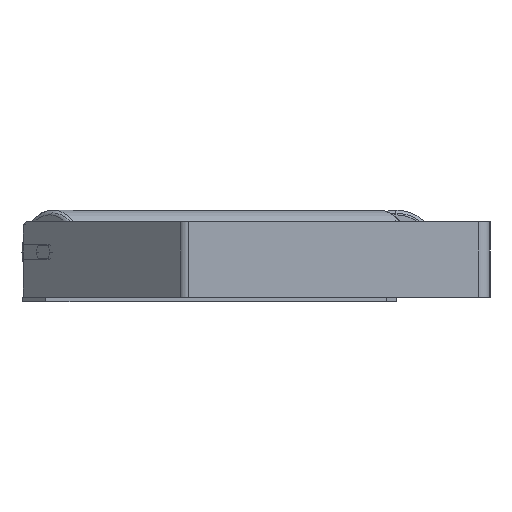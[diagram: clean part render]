
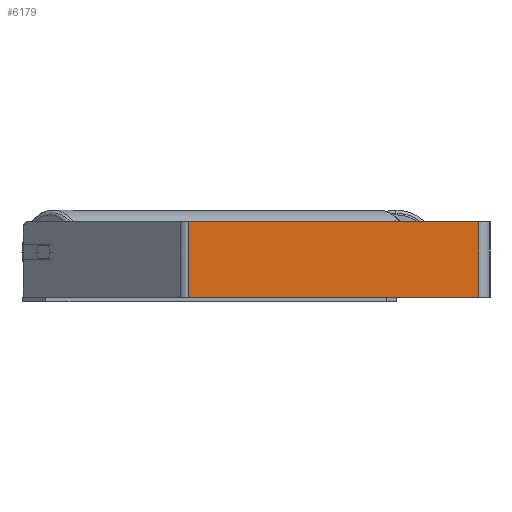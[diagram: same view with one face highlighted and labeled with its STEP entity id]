
A CAD part, left-side view. The second image highlights one B-rep face of the part: STEP entity #6179.
In plain terms, the highlighted planar face has unit normal (-1, 0, 0).
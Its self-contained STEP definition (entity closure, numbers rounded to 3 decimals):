
#802 = PLANE ( 'NONE',  #5206 ) ;
#1121 = CARTESIAN_POINT ( 'NONE',  ( -800., 12., 40. ) ) ;
#1408 = ORIENTED_EDGE ( 'NONE', *, *, #7901, .F. ) ;
#1627 = ORIENTED_EDGE ( 'NONE', *, *, #8307, .F. ) ;
#1758 = LINE ( 'NONE', #4743, #6859 ) ;
#2357 = VECTOR ( 'NONE', #4105, 1000. ) ;
#2471 = VERTEX_POINT ( 'NONE', #8108 ) ;
#3291 = CARTESIAN_POINT ( 'NONE',  ( -800., 325.876, 40. ) ) ;
#3703 = FACE_OUTER_BOUND ( 'NONE', #8267, .T. ) ;
#4105 = DIRECTION ( 'NONE',  ( 0., 0., -1. ) ) ;
#4318 = LINE ( 'NONE', #7325, #5351 ) ;
#4541 = ORIENTED_EDGE ( 'NONE', *, *, #6237, .T. ) ;
#4598 = VERTEX_POINT ( 'NONE', #8565 ) ;
#4743 = CARTESIAN_POINT ( 'NONE',  ( -800., 320.906, 40. ) ) ;
#4747 = EDGE_CURVE ( 'NONE', #8542, #4598, #1758, .T. ) ;
#4803 = DIRECTION ( 'NONE',  ( 0., -1., 0. ) ) ;
#5206 = AXIS2_PLACEMENT_3D ( 'NONE', #7854, #6558, #6411 ) ;
#5351 = VECTOR ( 'NONE', #7948, 1000. ) ;
#5402 = CARTESIAN_POINT ( 'NONE',  ( -800., 12., -40. ) ) ;
#5674 = CARTESIAN_POINT ( 'NONE',  ( -800., 320.906, 40. ) ) ;
#6179 = ADVANCED_FACE ( 'NONE', ( #3703 ), #802, .F. ) ;
#6237 = EDGE_CURVE ( 'NONE', #4598, #6424, #4318, .T. ) ;
#6411 = DIRECTION ( 'NONE',  ( 0., 0., -1. ) ) ;
#6424 = VERTEX_POINT ( 'NONE', #5402 ) ;
#6558 = DIRECTION ( 'NONE',  ( 1., 0., 0. ) ) ;
#6859 = VECTOR ( 'NONE', #8922, 1000. ) ;
#7325 = CARTESIAN_POINT ( 'NONE',  ( -800., 325.876, -40. ) ) ;
#7562 = VECTOR ( 'NONE', #4803, 1000. ) ;
#7854 = CARTESIAN_POINT ( 'NONE',  ( -800., 325.876, 40. ) ) ;
#7901 = EDGE_CURVE ( 'NONE', #2471, #6424, #9085, .T. ) ;
#7948 = DIRECTION ( 'NONE',  ( 0., -1., 0. ) ) ;
#8108 = CARTESIAN_POINT ( 'NONE',  ( -800., 12., 40. ) ) ;
#8153 = ORIENTED_EDGE ( 'NONE', *, *, #4747, .T. ) ;
#8267 = EDGE_LOOP ( 'NONE', ( #4541, #1408, #1627, #8153 ) ) ;
#8307 = EDGE_CURVE ( 'NONE', #8542, #2471, #9173, .T. ) ;
#8542 = VERTEX_POINT ( 'NONE', #5674 ) ;
#8565 = CARTESIAN_POINT ( 'NONE',  ( -800., 320.906, -40. ) ) ;
#8922 = DIRECTION ( 'NONE',  ( 0., 0., -1. ) ) ;
#9085 = LINE ( 'NONE', #1121, #2357 ) ;
#9173 = LINE ( 'NONE', #3291, #7562 ) ;
